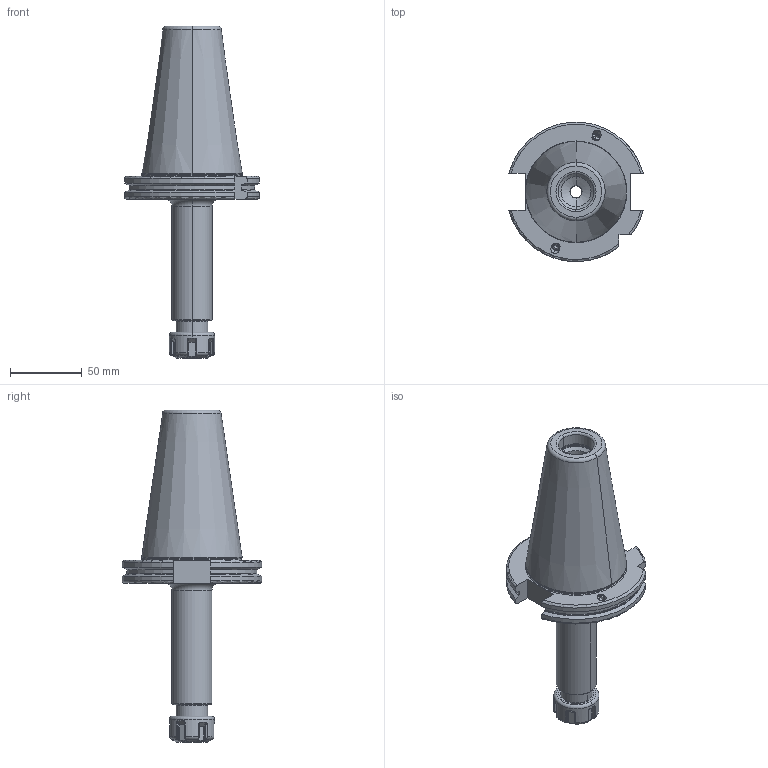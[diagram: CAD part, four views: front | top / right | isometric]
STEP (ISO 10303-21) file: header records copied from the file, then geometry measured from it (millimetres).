
FILE_DESCRIPTION((''),'2;1');
FILE_NAME('503_02_10_130','2021-03-30T',('103090'),(''),'CREO PARAMETRIC BY PTC INC, 2016260','CREO PARAMETRIC BY PTC INC, 2016260','');
FILE_SCHEMA(('CONFIG_CONTROL_DESIGN'));
Length unit declared in the file: millimetre
Products named in the file (1): 503_02_10_130
Bounding box: 94.05 x 97.31 x 231.75 mm (x, y, z)
Volume: 389009.6 mm3; surface area: 57302.4 mm2
Topology: 1 solids, 1 shells, 339 faces, 831 edges, 502 vertices
Faces by surface type: cylinder 83, plane 80, bspline 60, torus 54, cone 50, sphere 12
Entity records: 13062 total; most frequent: CARTESIAN_POINT 5548, ORIENTED_EDGE 1642, DIRECTION 1420, EDGE_CURVE 821, AXIS2_PLACEMENT_3D 547, VERTEX_POINT 494, EDGE_LOOP 355, FACE_OUTER_BOUND 339
